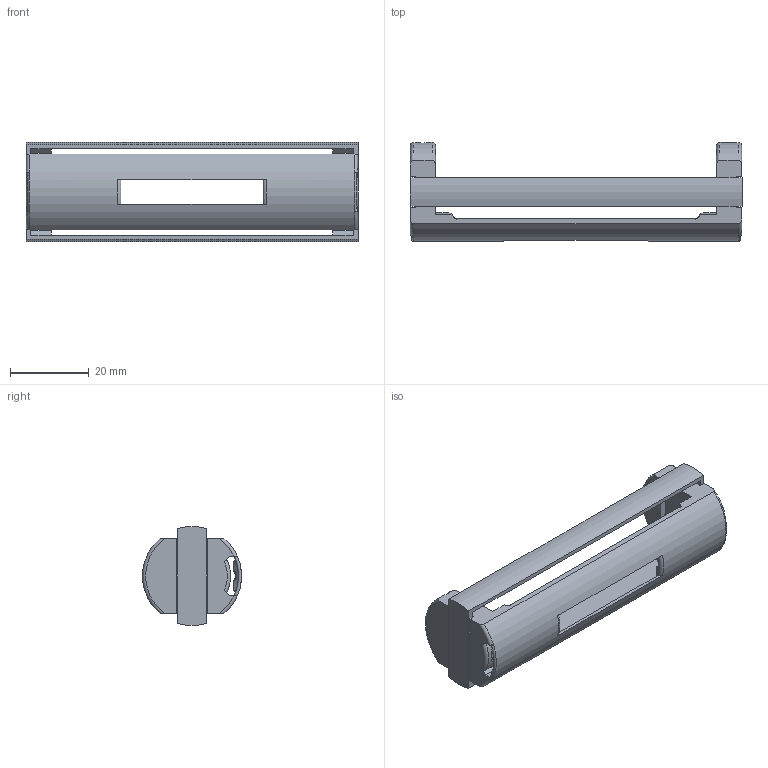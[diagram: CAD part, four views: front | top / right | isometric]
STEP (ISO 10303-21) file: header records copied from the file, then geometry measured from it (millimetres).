
FILE_DESCRIPTION(/* description */ (''),/* implementation_level */ '2;1');
FILE_NAME(/* name */ '21700 Battery Module v12.step',/* time_stamp */ '2020-01-21T12:52:53-05:00',/* author */ (''),/* organization */ (''),/* preprocessor_version */ 'ST-DEVELOPER v18',/* originating_system */ 'Autodesk Translation Framework v8.12.0.6',/* authorisation */ '');
FILE_SCHEMA (('AUTOMOTIVE_DESIGN { 1 0 10303 214 3 1 1 }'));
Length unit declared in the file: millimetre
Products named in the file (3): 21700 Battery Module; Battery Tray; Rails
Assembly tree (2 placements, depth 2):
  21700 Battery Module
    Battery Tray
    Rails
Bounding box: 84.13 x 25.09 x 25.1 mm (x, y, z)
Volume: 7311.6 mm3; surface area: 9609.1 mm2
Topology: 2 solids, 2 shells, 186 faces, 528 edges, 344 vertices
Faces by surface type: plane 112, cylinder 32, torus 22, bspline 18, cone 2
Entity records: 7157 total; most frequent: CARTESIAN_POINT 2367, ORIENTED_EDGE 1056, DIRECTION 906, EDGE_CURVE 528, VERTEX_POINT 344, AXIS2_PLACEMENT_3D 303, LINE 300, VECTOR 300
